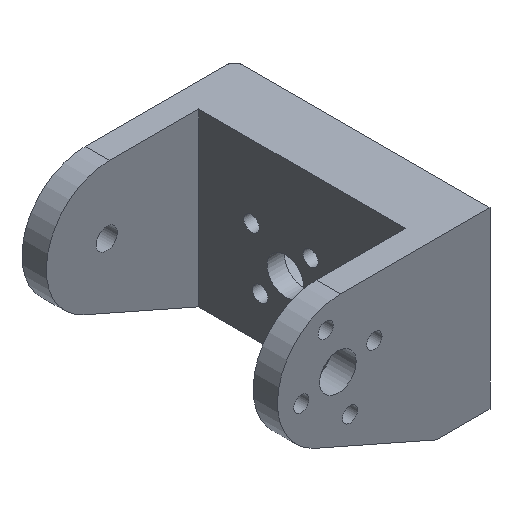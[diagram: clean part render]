
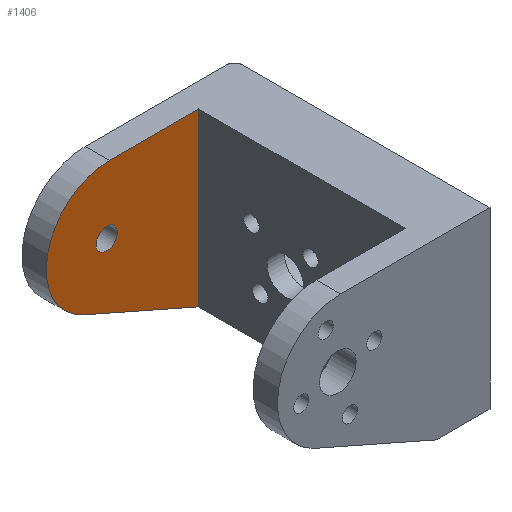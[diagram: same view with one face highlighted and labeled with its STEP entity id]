
A CAD part, isometric view. The second image highlights one B-rep face of the part: STEP entity #1406.
In plain terms, the highlighted planar face has unit normal (0, -1, 0).
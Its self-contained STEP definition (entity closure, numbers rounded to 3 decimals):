
#72 = PLANE('',#73);
#73 = AXIS2_PLACEMENT_3D('',#74,#75,#76);
#74 = CARTESIAN_POINT('',(-310.73,71.,119.267));
#75 = DIRECTION('',(0.403,0.,0.915));
#76 = DIRECTION('',(0.915,0.,-0.403));
#105 = CYLINDRICAL_SURFACE('',#106,10.377);
#106 = AXIS2_PLACEMENT_3D('',#107,#108,#109);
#107 = CARTESIAN_POINT('',(-306.551,71.,128.766));
#108 = DIRECTION('',(0.,1.,0.));
#109 = DIRECTION('',(1.,0.,0.));
#133 = PLANE('',#134);
#134 = AXIS2_PLACEMENT_3D('',#135,#136,#137);
#135 = CARTESIAN_POINT('',(-282.,71.,139.143));
#136 = DIRECTION('',(0.,0.,-1.));
#137 = DIRECTION('',(-1.,0.,0.));
#194 = CYLINDRICAL_SURFACE('',#195,1.75);
#195 = AXIS2_PLACEMENT_3D('',#196,#197,#198);
#196 = CARTESIAN_POINT('',(-307.,74.75,128.25));
#197 = DIRECTION('',(0.,-1.,0.));
#198 = DIRECTION('',(0.,0.,-1.));
#364 = VERTEX_POINT('',#365);
#365 = CARTESIAN_POINT('',(-310.73,67.,119.267));
#386 = EDGE_CURVE('',#387,#364,#389,.T.);
#387 = VERTEX_POINT('',#388);
#388 = CARTESIAN_POINT('',(-291.882,67.,110.976));
#389 = SURFACE_CURVE('',#390,(#394,#400),.PCURVE_S1.);
#390 = LINE('',#391,#392);
#391 = CARTESIAN_POINT('',(-299.917,67.,114.51));
#392 = VECTOR('',#393,1.);
#393 = DIRECTION('',(-0.915,0.,0.403)
  );
#394 = PCURVE('',#72,#395);
#395 = DEFINITIONAL_REPRESENTATION('',(#396),#399);
#396 = B_SPLINE_CURVE_WITH_KNOTS('',1,(#397,#398),.UNSPECIFIED.,.F.,.F.,
  (2,2),(-12.169,13.992),.PIECEWISE_BEZIER_KNOTS.);
#397 = CARTESIAN_POINT('',(23.981,-4.));
#398 = CARTESIAN_POINT('',(-2.18,-4.));
#399 = ( GEOMETRIC_REPRESENTATION_CONTEXT(2) 
PARAMETRIC_REPRESENTATION_CONTEXT() REPRESENTATION_CONTEXT('2D SPACE',''
  ) );
#400 = PCURVE('',#401,#406);
#401 = PLANE('',#402);
#402 = AXIS2_PLACEMENT_3D('',#403,#404,#405);
#403 = CARTESIAN_POINT('',(-291.882,67.,103.441));
#404 = DIRECTION('',(0.,1.,0.));
#405 = DIRECTION('',(-1.,0.,0.));
#406 = DEFINITIONAL_REPRESENTATION('',(#407),#410);
#407 = B_SPLINE_CURVE_WITH_KNOTS('',1,(#408,#409),.UNSPECIFIED.,.F.,.F.,
  (2,2),(-12.169,13.992),.PIECEWISE_BEZIER_KNOTS.);
#408 = CARTESIAN_POINT('',(-3.104,6.169));
#409 = CARTESIAN_POINT('',(20.843,16.703));
#410 = ( GEOMETRIC_REPRESENTATION_CONTEXT(2) 
PARAMETRIC_REPRESENTATION_CONTEXT() REPRESENTATION_CONTEXT('2D SPACE',''
  ) );
#427 = PLANE('',#428);
#428 = AXIS2_PLACEMENT_3D('',#429,#430,#431);
#429 = CARTESIAN_POINT('',(-291.882,67.,103.441));
#430 = DIRECTION('',(-1.,0.,0.));
#431 = DIRECTION('',(0.,0.,1.));
#610 = VERTEX_POINT('',#611);
#611 = CARTESIAN_POINT('',(-291.882,67.,139.143));
#630 = EDGE_CURVE('',#631,#610,#633,.T.);
#631 = VERTEX_POINT('',#632);
#632 = CARTESIAN_POINT('',(-306.551,67.,139.143));
#633 = SURFACE_CURVE('',#634,(#638,#644),.PCURVE_S1.);
#634 = LINE('',#635,#636);
#635 = CARTESIAN_POINT('',(-286.941,67.,139.143));
#636 = VECTOR('',#637,1.);
#637 = DIRECTION('',(1.,0.,0.));
#638 = PCURVE('',#133,#639);
#639 = DEFINITIONAL_REPRESENTATION('',(#640),#643);
#640 = B_SPLINE_CURVE_WITH_KNOTS('',1,(#641,#642),.UNSPECIFIED.,.F.,.F.,
  (2,2),(-22.065,-1.372),.PIECEWISE_BEZIER_KNOTS.);
#641 = CARTESIAN_POINT('',(27.006,-4.));
#642 = CARTESIAN_POINT('',(6.313,-4.));
#643 = ( GEOMETRIC_REPRESENTATION_CONTEXT(2) 
PARAMETRIC_REPRESENTATION_CONTEXT() REPRESENTATION_CONTEXT('2D SPACE',''
  ) );
#644 = PCURVE('',#401,#645);
#645 = DEFINITIONAL_REPRESENTATION('',(#646),#649);
#646 = B_SPLINE_CURVE_WITH_KNOTS('',1,(#647,#648),.UNSPECIFIED.,.F.,.F.,
  (2,2),(-22.065,-1.372),.PIECEWISE_BEZIER_KNOTS.);
#647 = CARTESIAN_POINT('',(17.124,35.702));
#648 = CARTESIAN_POINT('',(-3.569,35.702));
#649 = ( GEOMETRIC_REPRESENTATION_CONTEXT(2) 
PARAMETRIC_REPRESENTATION_CONTEXT() REPRESENTATION_CONTEXT('2D SPACE',''
  ) );
#677 = EDGE_CURVE('',#364,#631,#678,.T.);
#678 = SURFACE_CURVE('',#679,(#684,#691),.PCURVE_S1.);
#679 = CIRCLE('',#680,10.377);
#680 = AXIS2_PLACEMENT_3D('',#681,#682,#683);
#681 = CARTESIAN_POINT('',(-306.551,67.,128.766));
#682 = DIRECTION('',(0.,1.,0.));
#683 = DIRECTION('',(1.,0.,0.));
#684 = PCURVE('',#105,#685);
#685 = DEFINITIONAL_REPRESENTATION('',(#686),#690);
#686 = LINE('',#687,#688);
#687 = CARTESIAN_POINT('',(-6.283,-4.));
#688 = VECTOR('',#689,1.);
#689 = DIRECTION('',(1.,-0.));
#690 = ( GEOMETRIC_REPRESENTATION_CONTEXT(2) 
PARAMETRIC_REPRESENTATION_CONTEXT() REPRESENTATION_CONTEXT('2D SPACE',''
  ) );
#691 = PCURVE('',#401,#692);
#692 = DEFINITIONAL_REPRESENTATION('',(#693),#697);
#693 = CIRCLE('',#694,10.377);
#694 = AXIS2_PLACEMENT_2D('',#695,#696);
#695 = CARTESIAN_POINT('',(14.669,25.325));
#696 = DIRECTION('',(-1.,0.));
#697 = ( GEOMETRIC_REPRESENTATION_CONTEXT(2) 
PARAMETRIC_REPRESENTATION_CONTEXT() REPRESENTATION_CONTEXT('2D SPACE',''
  ) );
#703 = EDGE_CURVE('',#704,#704,#706,.T.);
#704 = VERTEX_POINT('',#705);
#705 = CARTESIAN_POINT('',(-307.,67.,126.5));
#706 = SURFACE_CURVE('',#707,(#712,#719),.PCURVE_S1.);
#707 = CIRCLE('',#708,1.75);
#708 = AXIS2_PLACEMENT_3D('',#709,#710,#711);
#709 = CARTESIAN_POINT('',(-307.,67.,128.25));
#710 = DIRECTION('',(0.,-1.,0.));
#711 = DIRECTION('',(0.,0.,-1.));
#712 = PCURVE('',#194,#713);
#713 = DEFINITIONAL_REPRESENTATION('',(#714),#718);
#714 = LINE('',#715,#716);
#715 = CARTESIAN_POINT('',(0.,7.75));
#716 = VECTOR('',#717,1.);
#717 = DIRECTION('',(1.,0.));
#718 = ( GEOMETRIC_REPRESENTATION_CONTEXT(2) 
PARAMETRIC_REPRESENTATION_CONTEXT() REPRESENTATION_CONTEXT('2D SPACE',''
  ) );
#719 = PCURVE('',#401,#720);
#720 = DEFINITIONAL_REPRESENTATION('',(#721),#729);
#721 = ( BOUNDED_CURVE() B_SPLINE_CURVE(2,(#722,#723,#724,#725,#726,#727
,#728),.UNSPECIFIED.,.T.,.F.) B_SPLINE_CURVE_WITH_KNOTS((1,2,2,2,2,1),(
    -2.094,0.,2.094,4.189,6.283,
8.378),.UNSPECIFIED.) CURVE() GEOMETRIC_REPRESENTATION_ITEM() 
RATIONAL_B_SPLINE_CURVE((1.,0.5,1.,0.5,1.,0.5,1.)) REPRESENTATION_ITEM(
  '') );
#722 = CARTESIAN_POINT('',(15.118,23.059));
#723 = CARTESIAN_POINT('',(12.087,23.059));
#724 = CARTESIAN_POINT('',(13.602,25.684));
#725 = CARTESIAN_POINT('',(15.118,28.309));
#726 = CARTESIAN_POINT('',(16.633,25.684));
#727 = CARTESIAN_POINT('',(18.149,23.059));
#728 = CARTESIAN_POINT('',(15.118,23.059));
#729 = ( GEOMETRIC_REPRESENTATION_CONTEXT(2) 
PARAMETRIC_REPRESENTATION_CONTEXT() REPRESENTATION_CONTEXT('2D SPACE',''
  ) );
#1228 = EDGE_CURVE('',#387,#610,#1229,.T.);
#1229 = SURFACE_CURVE('',#1230,(#1234,#1241),.PCURVE_S1.);
#1230 = LINE('',#1231,#1232);
#1231 = CARTESIAN_POINT('',(-291.882,67.,103.441));
#1232 = VECTOR('',#1233,1.);
#1233 = DIRECTION('',(0.,0.,1.));
#1234 = PCURVE('',#427,#1235);
#1235 = DEFINITIONAL_REPRESENTATION('',(#1236),#1240);
#1236 = LINE('',#1237,#1238);
#1237 = CARTESIAN_POINT('',(0.,0.));
#1238 = VECTOR('',#1239,1.);
#1239 = DIRECTION('',(1.,0.));
#1240 = ( GEOMETRIC_REPRESENTATION_CONTEXT(2) 
PARAMETRIC_REPRESENTATION_CONTEXT() REPRESENTATION_CONTEXT('2D SPACE',''
  ) );
#1241 = PCURVE('',#401,#1242);
#1242 = DEFINITIONAL_REPRESENTATION('',(#1243),#1247);
#1243 = LINE('',#1244,#1245);
#1244 = CARTESIAN_POINT('',(-0.,0.));
#1245 = VECTOR('',#1246,1.);
#1246 = DIRECTION('',(0.,1.));
#1247 = ( GEOMETRIC_REPRESENTATION_CONTEXT(2) 
PARAMETRIC_REPRESENTATION_CONTEXT() REPRESENTATION_CONTEXT('2D SPACE',''
  ) );
#1406 = ADVANCED_FACE('',(#1407,#1413),#401,.F.);
#1407 = FACE_BOUND('',#1408,.F.);
#1408 = EDGE_LOOP('',(#1409,#1410,#1411,#1412));
#1409 = ORIENTED_EDGE('',*,*,#1228,.F.);
#1410 = ORIENTED_EDGE('',*,*,#386,.T.);
#1411 = ORIENTED_EDGE('',*,*,#677,.T.);
#1412 = ORIENTED_EDGE('',*,*,#630,.T.);
#1413 = FACE_BOUND('',#1414,.F.);
#1414 = EDGE_LOOP('',(#1415));
#1415 = ORIENTED_EDGE('',*,*,#703,.T.);
